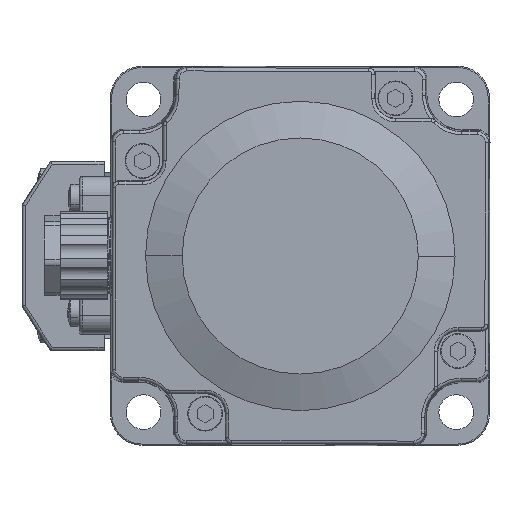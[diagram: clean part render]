
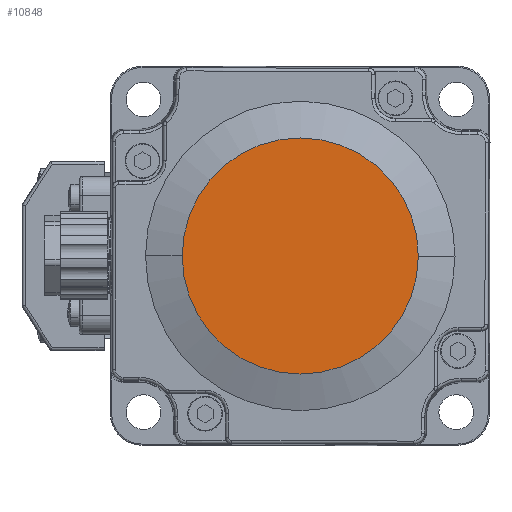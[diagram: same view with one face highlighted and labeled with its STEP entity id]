
A CAD part, left-side view. The second image highlights one B-rep face of the part: STEP entity #10848.
In plain terms, the highlighted planar face has unit normal (-1, 0, 0).
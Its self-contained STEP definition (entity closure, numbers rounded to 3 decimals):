
#1059 = FACE_OUTER_BOUND ( 'NONE', #33444, .T. ) ;
#3725 = DIRECTION ( 'NONE',  ( -1., 0., 0. ) ) ;
#4363 = ORIENTED_EDGE ( 'NONE', *, *, #33772, .T. ) ;
#5029 = AXIS2_PLACEMENT_3D ( 'NONE', #7118, #14484, #14246 ) ;
#6630 = CARTESIAN_POINT ( 'NONE',  ( -82.82, 8.146, 72.767 ) ) ;
#7118 = CARTESIAN_POINT ( 'NONE',  ( -82.82, 8.146, 72.767 ) ) ;
#10848 = ADVANCED_FACE ( 'NONE', ( #1059 ), #24952, .T. ) ;
#14246 = DIRECTION ( 'NONE',  ( 0., -1., -0.002 ) ) ;
#14484 = DIRECTION ( 'NONE',  ( -1., 0., 0. ) ) ;
#17720 = EDGE_CURVE ( 'NONE', #42000, #31850, #20785, .T. ) ;
#20785 = CIRCLE ( 'NONE', #5029, 18.692 ) ;
#21641 = CARTESIAN_POINT ( 'NONE',  ( -82.82, 8.146, 72.767 ) ) ;
#22827 = CIRCLE ( 'NONE', #25652, 18.692 ) ;
#24952 = PLANE ( 'NONE',  #44216 ) ;
#25652 = AXIS2_PLACEMENT_3D ( 'NONE', #6630, #3725, #41071 ) ;
#26147 = CARTESIAN_POINT ( 'NONE',  ( -82.82, -10.545, 72.727 ) ) ;
#31850 = VERTEX_POINT ( 'NONE', #38876 ) ;
#33444 = EDGE_LOOP ( 'NONE', ( #44005, #4363 ) ) ;
#33772 = EDGE_CURVE ( 'NONE', #31850, #42000, #22827, .T. ) ;
#34790 = DIRECTION ( 'NONE',  ( 0., -1., -0.002 ) ) ;
#38813 = DIRECTION ( 'NONE',  ( -1., 0., 0. ) ) ;
#38876 = CARTESIAN_POINT ( 'NONE',  ( -82.82, 26.838, 72.808 ) ) ;
#41071 = DIRECTION ( 'NONE',  ( 0., -1., -0.002 ) ) ;
#42000 = VERTEX_POINT ( 'NONE', #26147 ) ;
#44005 = ORIENTED_EDGE ( 'NONE', *, *, #17720, .T. ) ;
#44216 = AXIS2_PLACEMENT_3D ( 'NONE', #21641, #38813, #34790 ) ;
